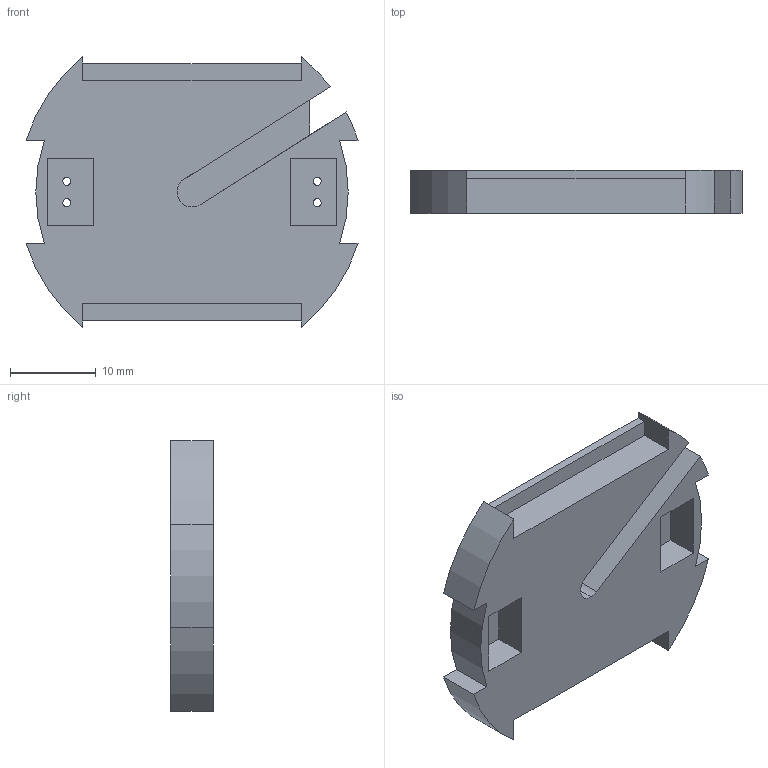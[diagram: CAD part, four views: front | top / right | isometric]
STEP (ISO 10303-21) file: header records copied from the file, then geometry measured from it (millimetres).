
FILE_DESCRIPTION (( 'STEP AP203' ), '1' );
FILE_NAME ('Connector Hub.STEP', '2017-08-02T02:50:22', ( '' ), ( '' ), 'SwSTEP 2.0', 'SolidWorks 2016', '' );
FILE_SCHEMA (( 'CONFIG_CONTROL_DESIGN' ));
Length unit declared in the file: millimetre
Products named in the file (1): Connector Hub
Bounding box: 38.79 x 5 x 31.59 mm (x, y, z)
Volume: 4199.7 mm3; surface area: 3155 mm2
Topology: 1 solids, 1 shells, 47 faces, 129 edges, 86 vertices
Faces by surface type: plane 30, cylinder 17
Entity records: 1590 total; most frequent: CARTESIAN_POINT 263, DIRECTION 259, ORIENTED_EDGE 258, EDGE_CURVE 129, LINE 95, VECTOR 95, VERTEX_POINT 86, AXIS2_PLACEMENT_3D 82
